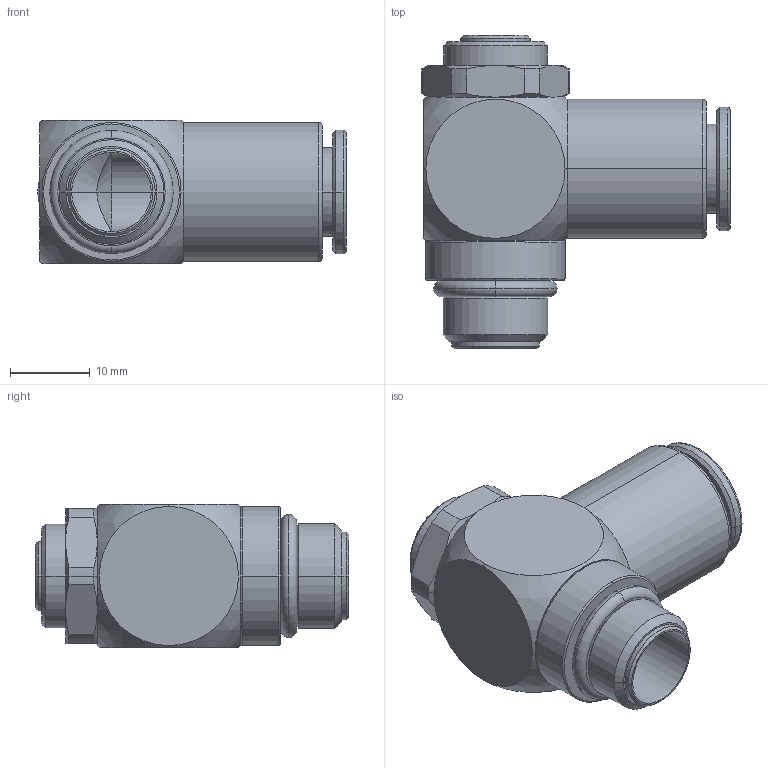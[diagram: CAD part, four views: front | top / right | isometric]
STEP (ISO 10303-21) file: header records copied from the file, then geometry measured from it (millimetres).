
FILE_DESCRIPTION(('STEP AP214'),'1');
FILE_NAME('7130_10_13.stp','2016-07-07T14:53:14',('TraceParts'),('TraceParts S.A.'),'Spatial InterOp 3D',' ',' ');
FILE_SCHEMA(('automotive_design'));
Length unit declared in the file: millimetre
Products named in the file (1): 1
Bounding box: 38.75 x 39.4 x 18 mm (x, y, z)
Volume: 10070.8 mm3; surface area: 5571.8 mm2
Topology: 1 solids, 1 shells, 98 faces, 225 edges, 141 vertices
Faces by surface type: cone 32, cylinder 30, plane 22, torus 12, sphere 2
Entity records: 2907 total; most frequent: CARTESIAN_POINT 611, DIRECTION 542, ORIENTED_EDGE 450, AXIS2_PLACEMENT_3D 244, EDGE_CURVE 225, CIRCLE 143, VERTEX_POINT 141, EDGE_LOOP 112
